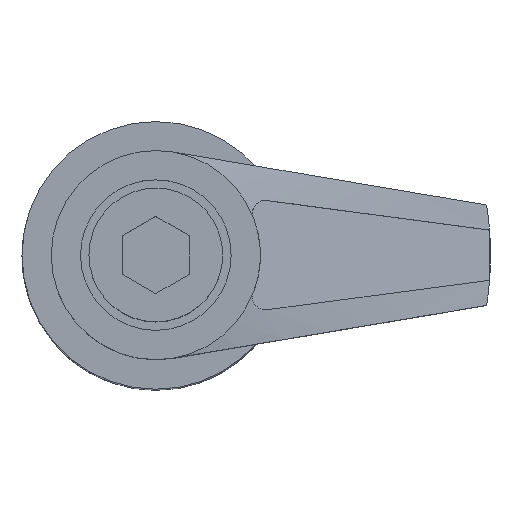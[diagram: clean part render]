
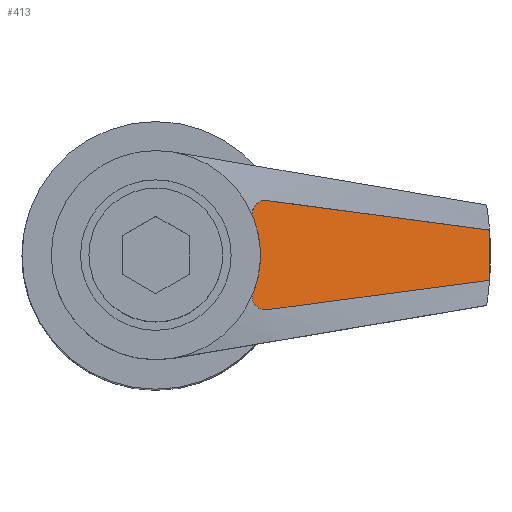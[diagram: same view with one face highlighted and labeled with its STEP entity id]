
A CAD part, top view. The second image highlights one B-rep face of the part: STEP entity #413.
In plain terms, the highlighted planar face has unit normal (0.176, 0, 0.984).
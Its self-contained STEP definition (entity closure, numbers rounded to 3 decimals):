
#26 = LINE ( 'NONE', #1162, #1013 ) ;
#183 = CARTESIAN_POINT ( 'NONE',  ( 39.887, -3., 35.02 ) ) ;
#184 = EDGE_CURVE ( 'NONE', #332, #1469, #2414, .T. ) ;
#213 =( BOUNDED_CURVE ( )  B_SPLINE_CURVE ( 3, ( #2021, #326, #1642, #1466 ),
 .UNSPECIFIED., .F., .T. ) 
 B_SPLINE_CURVE_WITH_KNOTS ( ( 4, 4 ),
 ( 4.58, 6.652 ),
 .UNSPECIFIED. ) 
 CURVE ( )  GEOMETRIC_REPRESENTATION_ITEM ( )  RATIONAL_B_SPLINE_CURVE ( ( 1., 0.673, 0.673, 1. ) ) 
 REPRESENTATION_ITEM ( '' )  );
#295 =( BOUNDED_CURVE ( )  B_SPLINE_CURVE ( 3, ( #2375, #312, #500, #2385 ),
 .UNSPECIFIED., .F., .F. ) 
 B_SPLINE_CURVE_WITH_KNOTS ( ( 4, 4 ),
 ( 5.914, 6.652 ),
 .UNSPECIFIED. ) 
 CURVE ( )  GEOMETRIC_REPRESENTATION_ITEM ( )  RATIONAL_B_SPLINE_CURVE ( ( 1., 0.955, 0.955, 1. ) ) 
 REPRESENTATION_ITEM ( '' )  );
#312 = CARTESIAN_POINT ( 'NONE',  ( 12.793, 1.573, 39.858 ) ) ;
#326 = CARTESIAN_POINT ( 'NONE',  ( 11.989, 6.702, 40.002 ) ) ;
#332 = VERTEX_POINT ( 'NONE', #1629 ) ;
#343 = EDGE_CURVE ( 'NONE', #2115, #2130, #295, .T. ) ;
#403 = CARTESIAN_POINT ( 'NONE',  ( 39.887, -3., 35.02 ) ) ;
#413 = ADVANCED_FACE ( 'NONE', ( #1026 ), #1585, .F. ) ;
#469 = CARTESIAN_POINT ( 'NONE',  ( 13.256, -6.534, 39.776 ) ) ;
#500 = CARTESIAN_POINT ( 'NONE',  ( 12.793, -1.573, 39.858 ) ) ;
#542 = DIRECTION ( 'NONE',  ( 0.976, 0.13, -0.174 ) ) ;
#594 = VERTEX_POINT ( 'NONE', #1835 ) ;
#620 = VECTOR ( 'NONE', #542, 1000. ) ;
#652 = CARTESIAN_POINT ( 'NONE',  ( 11.199, -5.698, 40.143 ) ) ;
#682 = ORIENTED_EDGE ( 'NONE', *, *, #918, .T. ) ;
#690 = CARTESIAN_POINT ( 'NONE',  ( 11.659, -4.507, 40.061 ) ) ;
#731 =( BOUNDED_CURVE ( )  B_SPLINE_CURVE ( 3, ( #795, #652, #1001, #469 ),
 .UNSPECIFIED., .F., .F. ) 
 B_SPLINE_CURVE_WITH_KNOTS ( ( 4, 4 ),
 ( 5.914, 7.986 ),
 .UNSPECIFIED. ) 
 CURVE ( )  GEOMETRIC_REPRESENTATION_ITEM ( )  RATIONAL_B_SPLINE_CURVE ( ( 1., 0.673, 0.673, 1. ) ) 
 REPRESENTATION_ITEM ( '' )  );
#738 = EDGE_CURVE ( 'NONE', #1034, #2115, #213, .T. ) ;
#795 = CARTESIAN_POINT ( 'NONE',  ( 11.659, -4.507, 40.061 ) ) ;
#918 = EDGE_CURVE ( 'NONE', #2130, #332, #731, .T. ) ;
#923 = CARTESIAN_POINT ( 'NONE',  ( 40.038, 1.002, 34.993 ) ) ;
#927 = ORIENTED_EDGE ( 'NONE', *, *, #1845, .T. ) ;
#944 = CARTESIAN_POINT ( 'NONE',  ( 40.038, -1.002, 34.993 ) ) ;
#978 =( BOUNDED_CURVE ( )  B_SPLINE_CURVE ( 3, ( #183, #944, #923, #1083 ),
 .UNSPECIFIED., .F., .F. ) 
 B_SPLINE_CURVE_WITH_KNOTS ( ( 4, 4 ),
 ( 6.208, 6.358 ),
 .UNSPECIFIED. ) 
 CURVE ( )  GEOMETRIC_REPRESENTATION_ITEM ( )  RATIONAL_B_SPLINE_CURVE ( ( 1., 0.998, 0.998, 1. ) ) 
 REPRESENTATION_ITEM ( '' )  );
#1001 = CARTESIAN_POINT ( 'NONE',  ( 11.989, -6.702, 40.002 ) ) ;
#1013 = VECTOR ( 'NONE', #1552, 1000. ) ;
#1026 = FACE_OUTER_BOUND ( 'NONE', #1453, .T. ) ;
#1034 = VERTEX_POINT ( 'NONE', #1391 ) ;
#1083 = CARTESIAN_POINT ( 'NONE',  ( 39.887, 3., 35.02 ) ) ;
#1162 = CARTESIAN_POINT ( 'NONE',  ( 38.189, 3.225, 35.323 ) ) ;
#1252 = CARTESIAN_POINT ( 'NONE',  ( 11.659, 4.507, 40.061 ) ) ;
#1254 = DIRECTION ( 'NONE',  ( -0.176, 0., -0.984 ) ) ;
#1391 = CARTESIAN_POINT ( 'NONE',  ( 13.256, 6.534, 39.776 ) ) ;
#1418 = ORIENTED_EDGE ( 'NONE', *, *, #184, .T. ) ;
#1437 = CARTESIAN_POINT ( 'NONE',  ( 45., 7., 34.107 ) ) ;
#1453 = EDGE_LOOP ( 'NONE', ( #927, #2330, #2369, #682, #1418, #2151 ) ) ;
#1466 = CARTESIAN_POINT ( 'NONE',  ( 11.659, 4.507, 40.061 ) ) ;
#1469 = VERTEX_POINT ( 'NONE', #403 ) ;
#1477 = CARTESIAN_POINT ( 'NONE',  ( 38.189, -3.225, 35.323 ) ) ;
#1552 = DIRECTION ( 'NONE',  ( -0.976, 0.13, 0.174 ) ) ;
#1585 = PLANE ( 'NONE',  #1756 ) ;
#1629 = CARTESIAN_POINT ( 'NONE',  ( 13.256, -6.534, 39.776 ) ) ;
#1642 = CARTESIAN_POINT ( 'NONE',  ( 11.199, 5.698, 40.143 ) ) ;
#1746 = EDGE_CURVE ( 'NONE', #1469, #594, #978, .T. ) ;
#1756 = AXIS2_PLACEMENT_3D ( 'NONE', #1437, #1254, #2002 ) ;
#1835 = CARTESIAN_POINT ( 'NONE',  ( 39.887, 3., 35.02 ) ) ;
#1845 = EDGE_CURVE ( 'NONE', #594, #1034, #26, .T. ) ;
#2002 = DIRECTION ( 'NONE',  ( -0.984, 0., 0.176 ) ) ;
#2021 = CARTESIAN_POINT ( 'NONE',  ( 13.256, 6.534, 39.776 ) ) ;
#2115 = VERTEX_POINT ( 'NONE', #1252 ) ;
#2130 = VERTEX_POINT ( 'NONE', #690 ) ;
#2151 = ORIENTED_EDGE ( 'NONE', *, *, #1746, .T. ) ;
#2330 = ORIENTED_EDGE ( 'NONE', *, *, #738, .T. ) ;
#2369 = ORIENTED_EDGE ( 'NONE', *, *, #343, .T. ) ;
#2375 = CARTESIAN_POINT ( 'NONE',  ( 11.659, 4.507, 40.061 ) ) ;
#2385 = CARTESIAN_POINT ( 'NONE',  ( 11.659, -4.507, 40.061 ) ) ;
#2414 = LINE ( 'NONE', #1477, #620 ) ;
